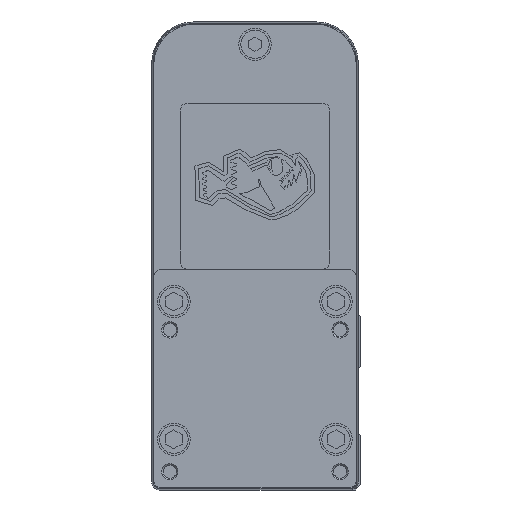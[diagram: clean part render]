
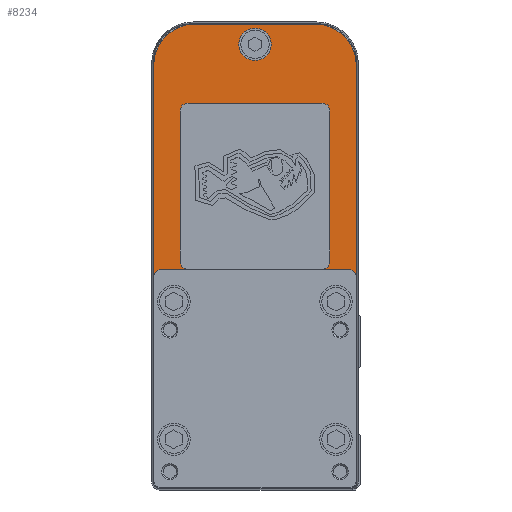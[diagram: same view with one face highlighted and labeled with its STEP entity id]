
A CAD part, left-side view. The second image highlights one B-rep face of the part: STEP entity #8234.
In plain terms, the highlighted planar face has unit normal (-1, 0, 0).
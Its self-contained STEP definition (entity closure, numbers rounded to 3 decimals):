
#140 = VECTOR ( 'NONE', #6115, 1000. ) ;
#600 = VERTEX_POINT ( 'NONE', #10890 ) ;
#885 = ORIENTED_EDGE ( 'NONE', *, *, #9911, .F. ) ;
#1055 = EDGE_CURVE ( 'NONE', #23256, #25273, #19116, .T. ) ;
#1356 = DIRECTION ( 'NONE',  ( 0., 0., -1. ) ) ;
#1464 = AXIS2_PLACEMENT_3D ( 'NONE', #14874, #9065, #12987 ) ;
#1708 = AXIS2_PLACEMENT_3D ( 'NONE', #9083, #25812, #7039 ) ;
#1842 = VERTEX_POINT ( 'NONE', #12662 ) ;
#1893 = VECTOR ( 'NONE', #12890, 1000. ) ;
#2257 = AXIS2_PLACEMENT_3D ( 'NONE', #20343, #19812, #13954 ) ;
#2603 = DIRECTION ( 'NONE',  ( 1., 0., 0. ) ) ;
#3365 = VECTOR ( 'NONE', #3539, 1000. ) ;
#3539 = DIRECTION ( 'NONE',  ( 0., 0., 1. ) ) ;
#3698 = CARTESIAN_POINT ( 'NONE',  ( -45., -64.5, 0. ) ) ;
#4392 = EDGE_LOOP ( 'NONE', ( #22819, #23642, #23744, #13203, #4520, #24541, #885, #11018 ) ) ;
#4520 = ORIENTED_EDGE ( 'NONE', *, *, #21591, .F. ) ;
#5412 = CIRCLE ( 'NONE', #1464, 4. ) ;
#5609 = EDGE_CURVE ( 'NONE', #25348, #6096, #5412, .T. ) ;
#5979 = CARTESIAN_POINT ( 'NONE',  ( -45., -69.5, 14.75 ) ) ;
#6049 = AXIS2_PLACEMENT_3D ( 'NONE', #8346, #2603, #10652 ) ;
#6096 = VERTEX_POINT ( 'NONE', #6581 ) ;
#6115 = DIRECTION ( 'NONE',  ( 0., 0., -1. ) ) ;
#6121 = DIRECTION ( 'NONE',  ( 0., 0., -1. ) ) ;
#6128 = LINE ( 'NONE', #20497, #3365 ) ;
#6519 = CARTESIAN_POINT ( 'NONE',  ( -45., -59.25, -25. ) ) ;
#6581 = CARTESIAN_POINT ( 'NONE',  ( -45., -64.5, -4. ) ) ;
#7039 = DIRECTION ( 'NONE',  ( 0., 0., -1. ) ) ;
#7559 = LINE ( 'NONE', #20032, #15903 ) ;
#8234 = ADVANCED_FACE ( 'NONE', ( #10761, #16733 ), #8722, .F. ) ;
#8346 = CARTESIAN_POINT ( 'NONE',  ( -45., -59.25, -14.75 ) ) ;
#8548 = CARTESIAN_POINT ( 'NONE',  ( -45., -7., 23. ) ) ;
#8722 = PLANE ( 'NONE',  #26315 ) ;
#9065 = DIRECTION ( 'NONE',  ( -1., 0., 0. ) ) ;
#9083 = CARTESIAN_POINT ( 'NONE',  ( -45., -7., -23. ) ) ;
#9332 = EDGE_CURVE ( 'NONE', #20672, #13661, #7559, .T. ) ;
#9465 = ORIENTED_EDGE ( 'NONE', *, *, #5609, .F. ) ;
#9911 = EDGE_CURVE ( 'NONE', #13661, #26561, #13968, .T. ) ;
#10652 = DIRECTION ( 'NONE',  ( 0., 0., -1. ) ) ;
#10761 = FACE_OUTER_BOUND ( 'NONE', #4392, .T. ) ;
#10890 = CARTESIAN_POINT ( 'NONE',  ( -45., -9., -23. ) ) ;
#11008 = AXIS2_PLACEMENT_3D ( 'NONE', #8548, #12090, #6121 ) ;
#11018 = ORIENTED_EDGE ( 'NONE', *, *, #9332, .F. ) ;
#11042 = CARTESIAN_POINT ( 'NONE',  ( -45., -69.5, 14.75 ) ) ;
#11977 = DIRECTION ( 'NONE',  ( -1., 0., 0. ) ) ;
#12090 = DIRECTION ( 'NONE',  ( 1., 0., 0. ) ) ;
#12143 = EDGE_CURVE ( 'NONE', #6096, #25348, #17075, .T. ) ;
#12397 = CARTESIAN_POINT ( 'NONE',  ( -45., -7., 23. ) ) ;
#12662 = CARTESIAN_POINT ( 'NONE',  ( -45., -69.5, -14.75 ) ) ;
#12692 = EDGE_CURVE ( 'NONE', #26561, #1842, #24742, .T. ) ;
#12890 = DIRECTION ( 'NONE',  ( 0., 1., 0. ) ) ;
#12987 = DIRECTION ( 'NONE',  ( 0., 0., -1. ) ) ;
#13203 = ORIENTED_EDGE ( 'NONE', *, *, #1055, .F. ) ;
#13451 = CIRCLE ( 'NONE', #1708, 2. ) ;
#13661 = VERTEX_POINT ( 'NONE', #15225 ) ;
#13891 = EDGE_CURVE ( 'NONE', #20672, #18216, #14467, .T. ) ;
#13954 = DIRECTION ( 'NONE',  ( 0., 0., -1. ) ) ;
#13968 = CIRCLE ( 'NONE', #2257, 10.25 ) ;
#14467 = CIRCLE ( 'NONE', #11008, 2. ) ;
#14809 = CARTESIAN_POINT ( 'NONE',  ( -45., -59.25, -25. ) ) ;
#14874 = CARTESIAN_POINT ( 'NONE',  ( -45., -64.5, 0. ) ) ;
#15043 = ORIENTED_EDGE ( 'NONE', *, *, #12143, .F. ) ;
#15225 = CARTESIAN_POINT ( 'NONE',  ( -45., -59.25, 25. ) ) ;
#15836 = CARTESIAN_POINT ( 'NONE',  ( -45., -9., 23. ) ) ;
#15903 = VECTOR ( 'NONE', #15970, 1000. ) ;
#15970 = DIRECTION ( 'NONE',  ( 0., -1., 0. ) ) ;
#16733 = FACE_BOUND ( 'NONE', #22678, .T. ) ;
#17075 = CIRCLE ( 'NONE', #18785, 4. ) ;
#17366 = EDGE_CURVE ( 'NONE', #600, #18216, #6128, .T. ) ;
#18216 = VERTEX_POINT ( 'NONE', #15836 ) ;
#18785 = AXIS2_PLACEMENT_3D ( 'NONE', #3698, #11977, #1356 ) ;
#19116 = LINE ( 'NONE', #6519, #1893 ) ;
#19812 = DIRECTION ( 'NONE',  ( 1., 0., 0. ) ) ;
#20032 = CARTESIAN_POINT ( 'NONE',  ( -45., -7., 25. ) ) ;
#20343 = CARTESIAN_POINT ( 'NONE',  ( -45., -59.25, 14.75 ) ) ;
#20382 = CARTESIAN_POINT ( 'NONE',  ( -45., -7., 25. ) ) ;
#20497 = CARTESIAN_POINT ( 'NONE',  ( -45., -9., -23. ) ) ;
#20670 = DIRECTION ( 'NONE',  ( 1., 0., 0. ) ) ;
#20672 = VERTEX_POINT ( 'NONE', #20382 ) ;
#21489 = CARTESIAN_POINT ( 'NONE',  ( -45., -7., -25. ) ) ;
#21591 = EDGE_CURVE ( 'NONE', #1842, #23256, #26032, .T. ) ;
#22678 = EDGE_LOOP ( 'NONE', ( #15043, #9465 ) ) ;
#22819 = ORIENTED_EDGE ( 'NONE', *, *, #13891, .T. ) ;
#22865 = DIRECTION ( 'NONE',  ( 0., 1., 0. ) ) ;
#23256 = VERTEX_POINT ( 'NONE', #14809 ) ;
#23642 = ORIENTED_EDGE ( 'NONE', *, *, #17366, .F. ) ;
#23744 = ORIENTED_EDGE ( 'NONE', *, *, #24459, .T. ) ;
#24459 = EDGE_CURVE ( 'NONE', #600, #25273, #13451, .T. ) ;
#24541 = ORIENTED_EDGE ( 'NONE', *, *, #12692, .F. ) ;
#24742 = LINE ( 'NONE', #5979, #140 ) ;
#25273 = VERTEX_POINT ( 'NONE', #21489 ) ;
#25348 = VERTEX_POINT ( 'NONE', #25610 ) ;
#25610 = CARTESIAN_POINT ( 'NONE',  ( -45., -64.5, 4. ) ) ;
#25812 = DIRECTION ( 'NONE',  ( 1., 0., 0. ) ) ;
#26032 = CIRCLE ( 'NONE', #6049, 10.25 ) ;
#26315 = AXIS2_PLACEMENT_3D ( 'NONE', #12397, #20670, #22865 ) ;
#26561 = VERTEX_POINT ( 'NONE', #11042 ) ;
